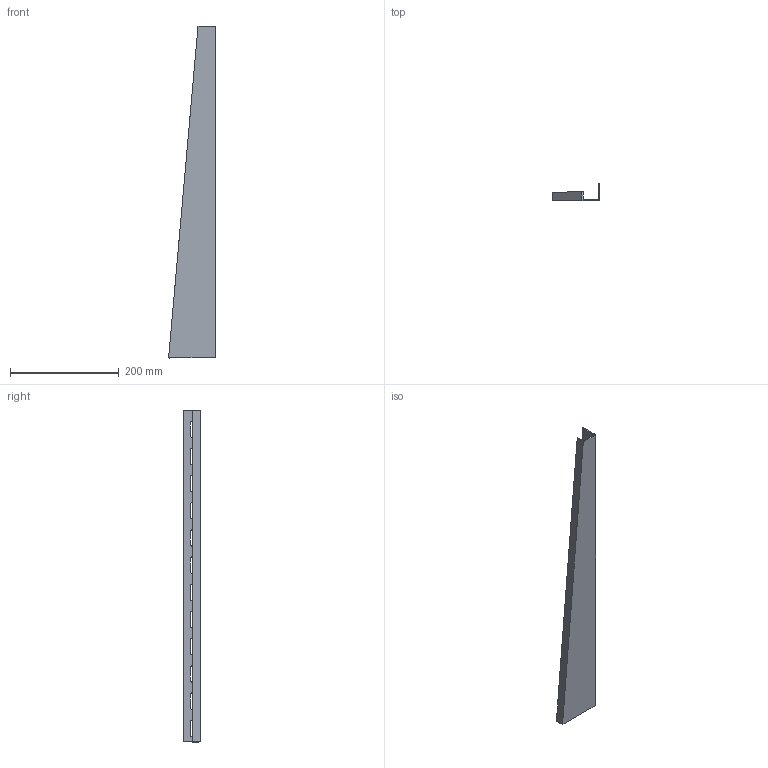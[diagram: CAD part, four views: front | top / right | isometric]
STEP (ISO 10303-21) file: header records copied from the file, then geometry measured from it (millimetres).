
FILE_DESCRIPTION(/* description */ (''),/* implementation_level */ '2;1');
FILE_NAME(/* name */ 'KS600.ipt.stp',/* time_stamp */ '2023-05-17T17:02:24+03:00',/* author */ ('Ртищев А.О.'),/* organization */ (''),/* preprocessor_version */ 'ST-DEVELOPER v19.2',/* originating_system */ 'Autodesk Inventor 2023',/* authorisation */ '');
FILE_SCHEMA (('AUTOMOTIVE_DESIGN { 1 0 10303 214 3 1 1 }'));
Length unit declared in the file: millimetre
Products named in the file (1): Консоль сварная 
600мм
Bounding box: 86 x 32 x 610.35 mm (x, y, z)
Volume: 120942.7 mm3; surface area: 125427.3 mm2
Topology: 1 solids, 1 shells, 66 faces, 194 edges, 130 vertices
Faces by surface type: plane 40, cylinder 24, bspline 2
Entity records: 2456 total; most frequent: CARTESIAN_POINT 501, ORIENTED_EDGE 388, DIRECTION 364, EDGE_CURVE 194, LINE 138, VECTOR 138, VERTEX_POINT 130, AXIS2_PLACEMENT_3D 113
